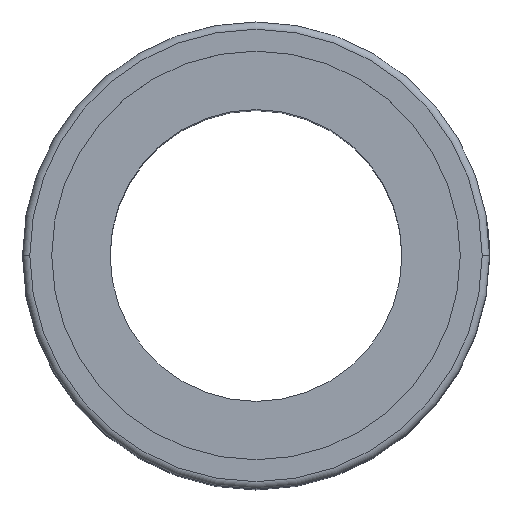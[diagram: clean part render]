
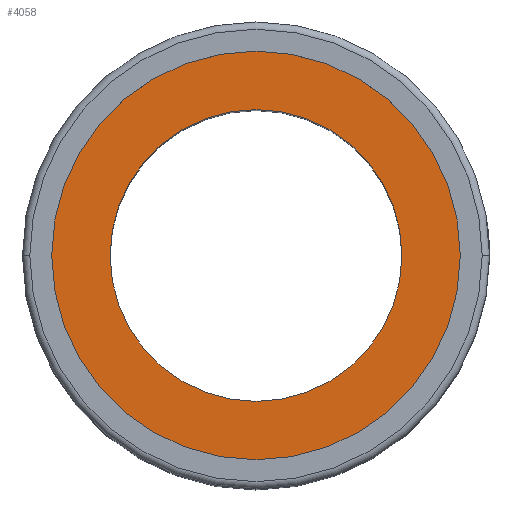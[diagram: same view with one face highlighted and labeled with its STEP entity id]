
A CAD part, top view. The second image highlights one B-rep face of the part: STEP entity #4058.
In plain terms, the highlighted planar face has unit normal (0, 0, 1).
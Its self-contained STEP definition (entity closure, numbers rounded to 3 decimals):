
#111 = AXIS2_PLACEMENT_3D ( 'NONE', #2837, #13335, #10995 ) ;
#1306 = DIRECTION ( 'NONE',  ( 0., 0., 1. ) ) ;
#1718 = VERTEX_POINT ( 'NONE', #1820 ) ;
#1820 = CARTESIAN_POINT ( 'NONE',  ( -10., 0., 20.3 ) ) ;
#2128 = CARTESIAN_POINT ( 'NONE',  ( 0., 0., 20.3 ) ) ;
#2539 = CARTESIAN_POINT ( 'NONE',  ( 10., 0., 20.3 ) ) ;
#2837 = CARTESIAN_POINT ( 'NONE',  ( 0., 0., 20.3 ) ) ;
#2845 = DIRECTION ( 'NONE',  ( 1., 0., 0. ) ) ;
#3186 = PLANE ( 'NONE',  #14941 ) ;
#3640 = VERTEX_POINT ( 'NONE', #2539 ) ;
#3797 = DIRECTION ( 'NONE',  ( 1., 0., 0. ) ) ;
#3944 = CARTESIAN_POINT ( 'NONE',  ( 0., 0., 20.3 ) ) ;
#4058 = ADVANCED_FACE ( 'NONE', ( #8850, #12478 ), #3186, .T. ) ;
#4234 = ORIENTED_EDGE ( 'NONE', *, *, #12558, .T. ) ;
#4623 = CARTESIAN_POINT ( 'NONE',  ( 0., 0., 20.3 ) ) ;
#5375 = EDGE_CURVE ( 'NONE', #3640, #1718, #8778, .T. ) ;
#5832 = DIRECTION ( 'NONE',  ( 1., 0., 0. ) ) ;
#5876 = EDGE_LOOP ( 'NONE', ( #8596, #6469 ) ) ;
#6445 = AXIS2_PLACEMENT_3D ( 'NONE', #4623, #13639, #5832 ) ;
#6469 = ORIENTED_EDGE ( 'NONE', *, *, #5375, .F. ) ;
#7897 = CARTESIAN_POINT ( 'NONE',  ( 14., 0., 20.3 ) ) ;
#7906 = AXIS2_PLACEMENT_3D ( 'NONE', #3944, #1306, #3797 ) ;
#7940 = DIRECTION ( 'NONE',  ( 0., 0., 1. ) ) ;
#8596 = ORIENTED_EDGE ( 'NONE', *, *, #11580, .F. ) ;
#8620 = CIRCLE ( 'NONE', #7906, 14. ) ;
#8778 = CIRCLE ( 'NONE', #11434, 10. ) ;
#8850 = FACE_BOUND ( 'NONE', #5876, .T. ) ;
#10103 = CARTESIAN_POINT ( 'NONE',  ( 0., 0., 20.3 ) ) ;
#10125 = CARTESIAN_POINT ( 'NONE',  ( -14., 0., 20.3 ) ) ;
#10136 = DIRECTION ( 'NONE',  ( 1., 0., 0. ) ) ;
#10253 = CIRCLE ( 'NONE', #111, 14. ) ;
#10995 = DIRECTION ( 'NONE',  ( 1., 0., 0. ) ) ;
#11434 = AXIS2_PLACEMENT_3D ( 'NONE', #10103, #12292, #2845 ) ;
#11580 = EDGE_CURVE ( 'NONE', #1718, #3640, #13922, .T. ) ;
#11739 = ORIENTED_EDGE ( 'NONE', *, *, #14883, .T. ) ;
#12292 = DIRECTION ( 'NONE',  ( 0., 0., 1. ) ) ;
#12478 = FACE_OUTER_BOUND ( 'NONE', #12931, .T. ) ;
#12558 = EDGE_CURVE ( 'NONE', #13458, #13708, #8620, .T. ) ;
#12931 = EDGE_LOOP ( 'NONE', ( #11739, #4234 ) ) ;
#13335 = DIRECTION ( 'NONE',  ( 0., 0., 1. ) ) ;
#13458 = VERTEX_POINT ( 'NONE', #10125 ) ;
#13639 = DIRECTION ( 'NONE',  ( 0., 0., 1. ) ) ;
#13708 = VERTEX_POINT ( 'NONE', #7897 ) ;
#13922 = CIRCLE ( 'NONE', #6445, 10. ) ;
#14883 = EDGE_CURVE ( 'NONE', #13708, #13458, #10253, .T. ) ;
#14941 = AXIS2_PLACEMENT_3D ( 'NONE', #2128, #7940, #10136 ) ;
